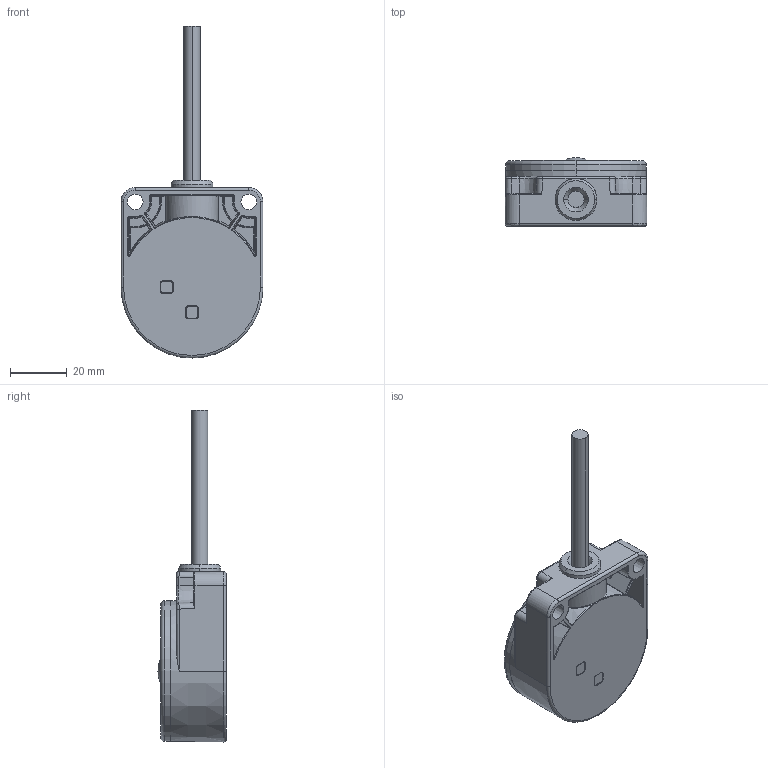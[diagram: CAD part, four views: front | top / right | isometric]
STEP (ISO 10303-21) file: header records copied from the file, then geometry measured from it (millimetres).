
FILE_DESCRIPTION((''),'2;1');
FILE_NAME('148685_SW','2009-09-11T',('banengservice'),('BANNER ENGINEERING'),'PRO/ENGINEER BY PARAMETRIC TECHNOLOGY CORPORATION, 2009141','PRO/ENGINEER BY PARAMETRIC TECHNOLOGY CORPORATION, 2009141','');
FILE_SCHEMA(('CONFIG_CONTROL_DESIGN'));
Length unit declared in the file: inch
Products named in the file (1): 148685_SW
Bounding box: 49.97 x 24.11 x 116.88 mm (x, y, z)
Volume: 54662.5 mm3; surface area: 13061.4 mm2
Topology: 1 solids, 2 shells, 574 faces, 1469 edges, 919 vertices
Faces by surface type: cylinder 246, plane 191, bspline 50, torus 31, sphere 28, cone 26, extrusion 2
Entity records: 20766 total; most frequent: CARTESIAN_POINT 6766, DIRECTION 2991, ORIENTED_EDGE 2934, EDGE_CURVE 1467, AXIS2_PLACEMENT_3D 1123, VERTEX_POINT 919, VECTOR 745, LINE 743
